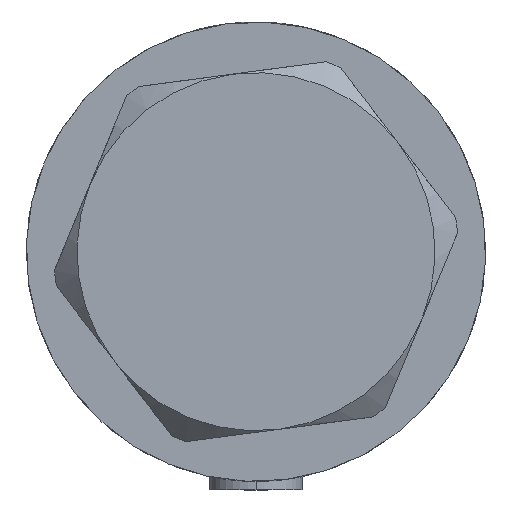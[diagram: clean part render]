
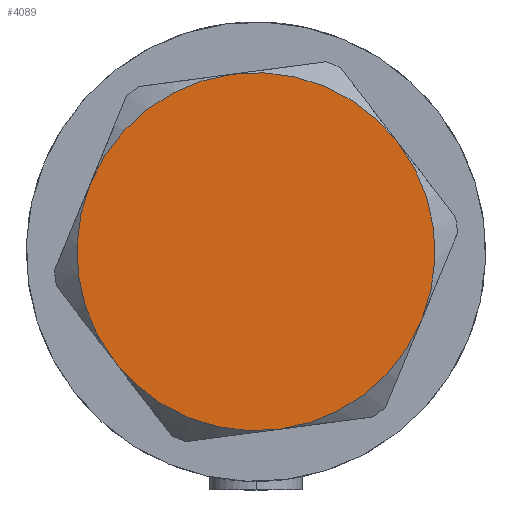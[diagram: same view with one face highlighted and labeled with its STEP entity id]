
A CAD part, left-side view. The second image highlights one B-rep face of the part: STEP entity #4089.
In plain terms, the highlighted face is planar.
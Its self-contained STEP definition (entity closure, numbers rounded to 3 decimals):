
#7 = DIRECTION ( 'NONE',  ( 1., 0., 0. ) ) ;
#33 = CARTESIAN_POINT ( 'NONE',  ( 11.5, 19.919, 13. ) ) ;
#139 = EDGE_CURVE ( 'NONE', #1539, #2135, #1507, .T. ) ;
#441 = ORIENTED_EDGE ( 'NONE', *, *, #4713, .T. ) ;
#479 = PLANE ( 'NONE',  #1856 ) ;
#552 = DIRECTION ( 'NONE',  ( 0., 0., 1. ) ) ;
#559 = ORIENTED_EDGE ( 'NONE', *, *, #2466, .T. ) ;
#620 = ORIENTED_EDGE ( 'NONE', *, *, #1931, .T. ) ;
#717 = EDGE_CURVE ( 'NONE', #3491, #1539, #3735, .T. ) ;
#821 = CIRCLE ( 'NONE', #3502, 23. ) ;
#889 = CARTESIAN_POINT ( 'NONE',  ( -11.5, -19.919, 13. ) ) ;
#920 = ORIENTED_EDGE ( 'NONE', *, *, #717, .T. ) ;
#994 = CARTESIAN_POINT ( 'NONE',  ( 0., 0., 13. ) ) ;
#1018 = CARTESIAN_POINT ( 'NONE',  ( 0., 0., 13. ) ) ;
#1021 = DIRECTION ( 'NONE',  ( 1., 0., 0. ) ) ;
#1243 = CARTESIAN_POINT ( 'NONE',  ( -11.5, 19.919, 13. ) ) ;
#1245 = DIRECTION ( 'NONE',  ( 1., 0., 0. ) ) ;
#1334 = DIRECTION ( 'NONE',  ( 0., 0., 1. ) ) ;
#1367 = AXIS2_PLACEMENT_3D ( 'NONE', #3396, #4230, #1710 ) ;
#1503 = CARTESIAN_POINT ( 'NONE',  ( 0., 0., 13. ) ) ;
#1507 = CIRCLE ( 'NONE', #4735, 23. ) ;
#1539 = VERTEX_POINT ( 'NONE', #33 ) ;
#1578 = CARTESIAN_POINT ( 'NONE',  ( -23., 0., 13. ) ) ;
#1697 = CARTESIAN_POINT ( 'NONE',  ( 11.5, -19.919, 13. ) ) ;
#1710 = DIRECTION ( 'NONE',  ( 1., 0., 0. ) ) ;
#1856 = AXIS2_PLACEMENT_3D ( 'NONE', #2334, #552, #1245 ) ;
#1861 = AXIS2_PLACEMENT_3D ( 'NONE', #994, #4603, #1021 ) ;
#1931 = EDGE_CURVE ( 'NONE', #3633, #2537, #821, .T. ) ;
#1945 = ORIENTED_EDGE ( 'NONE', *, *, #3872, .T. ) ;
#2135 = VERTEX_POINT ( 'NONE', #1243 ) ;
#2293 = CIRCLE ( 'NONE', #2914, 23. ) ;
#2334 = CARTESIAN_POINT ( 'NONE',  ( 0., 0., 13. ) ) ;
#2466 = EDGE_CURVE ( 'NONE', #4635, #3491, #3420, .T. ) ;
#2501 = AXIS2_PLACEMENT_3D ( 'NONE', #3407, #3057, #2702 ) ;
#2537 = VERTEX_POINT ( 'NONE', #889 ) ;
#2578 = EDGE_LOOP ( 'NONE', ( #559, #920, #4463, #1945, #620, #441 ) ) ;
#2671 = FACE_OUTER_BOUND ( 'NONE', #2578, .T. ) ;
#2702 = DIRECTION ( 'NONE',  ( 1., 0., 0. ) ) ;
#2914 = AXIS2_PLACEMENT_3D ( 'NONE', #4432, #3324, #7 ) ;
#3057 = DIRECTION ( 'NONE',  ( 0., 0., 1. ) ) ;
#3236 = DIRECTION ( 'NONE',  ( 1., 0., 0. ) ) ;
#3324 = DIRECTION ( 'NONE',  ( 0., 0., 1. ) ) ;
#3396 = CARTESIAN_POINT ( 'NONE',  ( 0., 0., 13. ) ) ;
#3407 = CARTESIAN_POINT ( 'NONE',  ( 0., 0., 13. ) ) ;
#3420 = CIRCLE ( 'NONE', #1367, 23. ) ;
#3461 = DIRECTION ( 'NONE',  ( 1., 0., 0. ) ) ;
#3491 = VERTEX_POINT ( 'NONE', #4392 ) ;
#3502 = AXIS2_PLACEMENT_3D ( 'NONE', #1503, #1334, #3461 ) ;
#3633 = VERTEX_POINT ( 'NONE', #1578 ) ;
#3735 = CIRCLE ( 'NONE', #2501, 23. ) ;
#3872 = EDGE_CURVE ( 'NONE', #2135, #3633, #2293, .T. ) ;
#3968 = DIRECTION ( 'NONE',  ( 0., 0., 1. ) ) ;
#4089 = ADVANCED_FACE ( 'NONE', ( #2671 ), #479, .T. ) ;
#4226 = CIRCLE ( 'NONE', #1861, 23. ) ;
#4230 = DIRECTION ( 'NONE',  ( 0., 0., 1. ) ) ;
#4392 = CARTESIAN_POINT ( 'NONE',  ( 23., 0., 13. ) ) ;
#4432 = CARTESIAN_POINT ( 'NONE',  ( 0., 0., 13. ) ) ;
#4463 = ORIENTED_EDGE ( 'NONE', *, *, #139, .T. ) ;
#4603 = DIRECTION ( 'NONE',  ( 0., 0., 1. ) ) ;
#4635 = VERTEX_POINT ( 'NONE', #1697 ) ;
#4713 = EDGE_CURVE ( 'NONE', #2537, #4635, #4226, .T. ) ;
#4735 = AXIS2_PLACEMENT_3D ( 'NONE', #1018, #3968, #3236 ) ;
